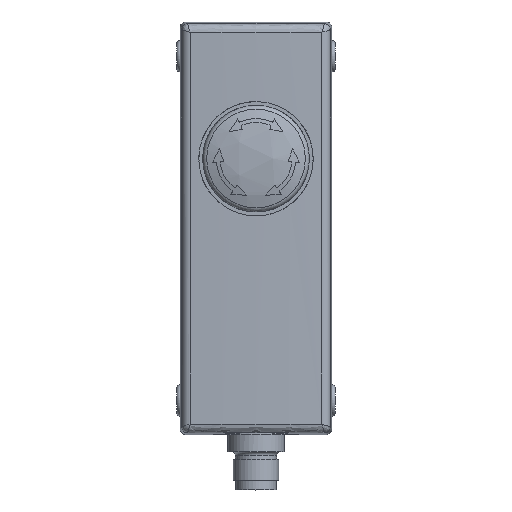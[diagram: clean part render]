
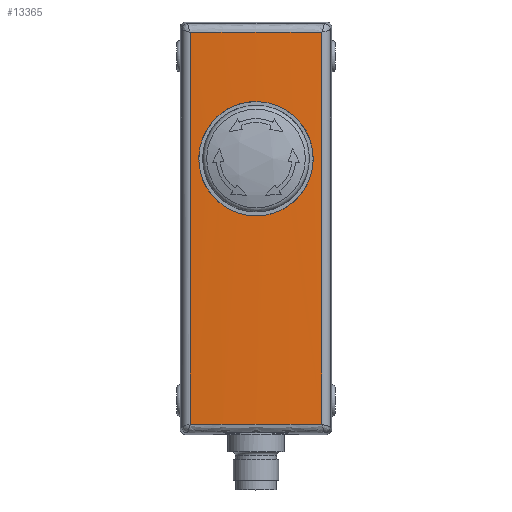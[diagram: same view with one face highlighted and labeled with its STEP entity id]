
A CAD part, top view. The second image highlights one B-rep face of the part: STEP entity #13365.
In plain terms, the highlighted cylindrical face has radius 400 mm (diameter 800 mm), a partial arc.
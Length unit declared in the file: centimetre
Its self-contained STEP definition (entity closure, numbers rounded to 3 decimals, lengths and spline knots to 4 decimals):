
#637=FACE_BOUND('',#2519,.T.);
#725=ELLIPSE('',#14268,40.0543,40.);
#726=ELLIPSE('',#14269,40.0543,40.);
#1115=B_SPLINE_CURVE_WITH_KNOTS('',3,(#19965,#19966,#19967,#19968,#19969,
#19970,#19971,#19972,#19973,#19974,#19975,#19976,#19977,#19978,#19979,#19980,
#19981,#19982),.UNSPECIFIED.,.F.,.F.,(4,2,2,2,2,2,2,2,4),(2.2679,
2.8349,3.4018,3.9688,4.5358,5.1027,
5.6697,6.2367,6.8037),.UNSPECIFIED.);
#1116=B_SPLINE_CURVE_WITH_KNOTS('',3,(#19983,#19984,#19985,#19986,#19987,
#19988,#19989,#19990,#19991,#19992,#19993,#19994,#19995,#19996,#19997,#19998,
#19999,#20000,#20001),.UNSPECIFIED.,.F.,.F.,(4,2,2,2,3,2,2,2,4),(6.8037,
7.3706,7.9376,8.5046,9.0715,9.6385,
10.2055,10.7724,11.3394),.UNSPECIFIED.);
#1660=FACE_OUTER_BOUND('',#2518,.T.);
#2518=EDGE_LOOP('',(#9025,#9026,#9027,#9028));
#2519=EDGE_LOOP('',(#9029,#9030));
#4262=LINE('',#19959,#4798);
#4263=LINE('',#19962,#4799);
#4798=VECTOR('',#16080,10.3074);
#4799=VECTOR('',#16083,10.3074);
#5351=VERTEX_POINT('',#19955);
#5352=VERTEX_POINT('',#19956);
#5353=VERTEX_POINT('',#19958);
#5354=VERTEX_POINT('',#19960);
#5355=VERTEX_POINT('',#19963);
#5356=VERTEX_POINT('',#19964);
#6775=EDGE_CURVE('',#5351,#5352,#725,.T.);
#6776=EDGE_CURVE('',#5353,#5351,#4262,.T.);
#6777=EDGE_CURVE('',#5354,#5353,#726,.T.);
#6778=EDGE_CURVE('',#5352,#5354,#4263,.T.);
#6779=EDGE_CURVE('',#5355,#5356,#1115,.T.);
#6780=EDGE_CURVE('',#5356,#5355,#1116,.T.);
#9025=ORIENTED_EDGE('',*,*,#6775,.F.);
#9026=ORIENTED_EDGE('',*,*,#6776,.F.);
#9027=ORIENTED_EDGE('',*,*,#6777,.F.);
#9028=ORIENTED_EDGE('',*,*,#6778,.F.);
#9029=ORIENTED_EDGE('',*,*,#6779,.T.);
#9030=ORIENTED_EDGE('',*,*,#6780,.T.);
#13199=CYLINDRICAL_SURFACE('',#14267,40.);
#13365=ADVANCED_FACE('',(#1660,#637),#13199,.T.);
#14267=AXIS2_PLACEMENT_3D('',#19954,#16076,#16077);
#14268=AXIS2_PLACEMENT_3D('',#19957,#16078,#16079);
#14269=AXIS2_PLACEMENT_3D('',#19961,#16081,#16082);
#16076=DIRECTION('center_axis',(0.,1.,0.));
#16077=DIRECTION('ref_axis',(-0.049,0.,-0.999));
#16078=DIRECTION('center_axis',(0.,-0.999,
0.052));
#16079=DIRECTION('ref_axis',(0.,0.052,0.999));
#16080=DIRECTION('',(0.,-1.,0.));
#16081=DIRECTION('center_axis',(0.,0.999,
0.052));
#16082=DIRECTION('ref_axis',(0.,-0.052,
0.999));
#16083=DIRECTION('',(0.,1.,0.));
#19954=CARTESIAN_POINT('Origin',(0.,-5.43,-37.34));
#19955=CARTESIAN_POINT('',(1.7337,-5.1537,2.6224));
#19956=CARTESIAN_POINT('',(-1.7337,-5.1537,2.6224));
#19957=CARTESIAN_POINT('Origin',(0.,-7.2358,-37.34));
#19958=CARTESIAN_POINT('',(1.7337,5.1537,2.6224));
#19959=CARTESIAN_POINT('',(1.7337,-5.43,2.6224));
#19960=CARTESIAN_POINT('',(-1.7337,5.1537,2.6224));
#19961=CARTESIAN_POINT('Origin',(0.,7.2358,-37.34));
#19962=CARTESIAN_POINT('',(-1.7337,-5.43,2.6224));
#19963=CARTESIAN_POINT('',(0.,3.335,2.66));
#19964=CARTESIAN_POINT('',(0.,0.325,2.66));
#19965=CARTESIAN_POINT('Ctrl Pts',(0.,3.335,2.66));
#19966=CARTESIAN_POINT('Ctrl Pts',(0.189,3.335,2.66));
#19967=CARTESIAN_POINT('Ctrl Pts',(0.3906,3.2972,2.6585));
#19968=CARTESIAN_POINT('Ctrl Pts',(0.7614,3.1436,2.6532));
#19969=CARTESIAN_POINT('Ctrl Pts',(0.9306,3.0278,2.6494));
#19970=CARTESIAN_POINT('Ctrl Pts',(1.1978,2.7606,2.6423));
#19971=CARTESIAN_POINT('Ctrl Pts',(1.3136,2.5914,2.6385));
#19972=CARTESIAN_POINT('Ctrl Pts',(1.4672,2.2206,2.6332));
#19973=CARTESIAN_POINT('Ctrl Pts',(1.505,2.019,2.6317));
#19974=CARTESIAN_POINT('Ctrl Pts',(1.505,1.641,2.6317));
#19975=CARTESIAN_POINT('Ctrl Pts',(1.4672,1.4394,2.6332));
#19976=CARTESIAN_POINT('Ctrl Pts',(1.3136,1.0686,2.6385));
#19977=CARTESIAN_POINT('Ctrl Pts',(1.1978,0.8994,2.6423));
#19978=CARTESIAN_POINT('Ctrl Pts',(0.9306,0.6322,
2.6494));
#19979=CARTESIAN_POINT('Ctrl Pts',(0.7614,0.5164,
2.6532));
#19980=CARTESIAN_POINT('Ctrl Pts',(0.3906,0.3628,2.6585));
#19981=CARTESIAN_POINT('Ctrl Pts',(0.189,0.325,
2.66));
#19982=CARTESIAN_POINT('Ctrl Pts',(0.,0.325,
2.66));
#19983=CARTESIAN_POINT('Ctrl Pts',(0.,0.325,
2.66));
#19984=CARTESIAN_POINT('Ctrl Pts',(-0.189,0.325,
2.66));
#19985=CARTESIAN_POINT('Ctrl Pts',(-0.3906,0.3628,
2.6585));
#19986=CARTESIAN_POINT('Ctrl Pts',(-0.7614,0.5164,
2.6532));
#19987=CARTESIAN_POINT('Ctrl Pts',(-0.9306,0.6322,
2.6494));
#19988=CARTESIAN_POINT('Ctrl Pts',(-1.1978,0.8994,2.6423));
#19989=CARTESIAN_POINT('Ctrl Pts',(-1.3136,1.0686,2.6385));
#19990=CARTESIAN_POINT('Ctrl Pts',(-1.4672,1.4394,2.6332));
#19991=CARTESIAN_POINT('Ctrl Pts',(-1.505,1.641,2.6317));
#19992=CARTESIAN_POINT('Ctrl Pts',(-1.505,1.83,2.6317));
#19993=CARTESIAN_POINT('Ctrl Pts',(-1.505,2.019,2.6317));
#19994=CARTESIAN_POINT('Ctrl Pts',(-1.4672,2.2206,2.6332));
#19995=CARTESIAN_POINT('Ctrl Pts',(-1.3136,2.5914,2.6385));
#19996=CARTESIAN_POINT('Ctrl Pts',(-1.1978,2.7606,2.6423));
#19997=CARTESIAN_POINT('Ctrl Pts',(-0.9306,3.0278,
2.6494));
#19998=CARTESIAN_POINT('Ctrl Pts',(-0.7614,3.1436,
2.6532));
#19999=CARTESIAN_POINT('Ctrl Pts',(-0.3906,3.2972,
2.6585));
#20000=CARTESIAN_POINT('Ctrl Pts',(-0.189,3.335,2.66));
#20001=CARTESIAN_POINT('Ctrl Pts',(0.,3.335,2.66));
